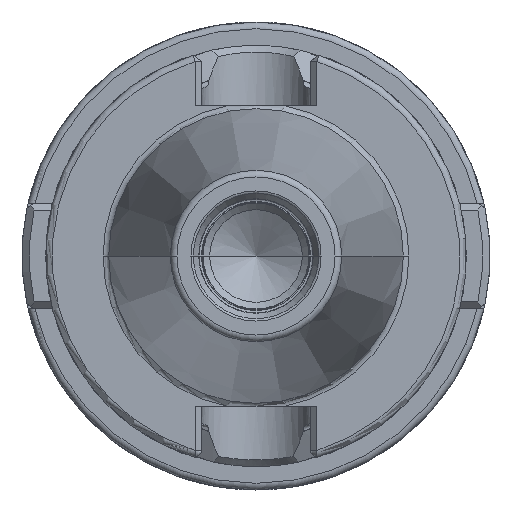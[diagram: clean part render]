
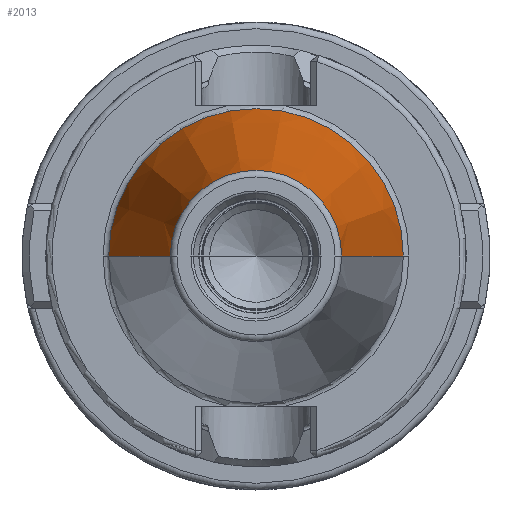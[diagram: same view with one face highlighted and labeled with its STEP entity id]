
A CAD part, left-side view. The second image highlights one B-rep face of the part: STEP entity #2013.
In plain terms, the highlighted conical face has half-angle 8.298 degrees and reference radius 17.426 mm.
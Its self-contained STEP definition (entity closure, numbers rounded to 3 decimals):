
#37=CARTESIAN_POINT('',(-64.544,0.,0.));
#38=DIRECTION('',(1.,0.,0.));
#39=DIRECTION('',(0.,1.,0.));
#40=AXIS2_PLACEMENT_3D('',#37,#38,#39);
#42=CARTESIAN_POINT('',(-1.267,0.,0.));
#43=DIRECTION('',(1.,0.,0.));
#44=DIRECTION('',(0.,1.,0.));
#45=AXIS2_PLACEMENT_3D('',#42,#43,#44);
#47=DIRECTION('',(-0.99,-0.144,0.));
#48=VECTOR('',#47,63.947);
#49=CARTESIAN_POINT('',(-1.267,22.04,0.));
#50=LINE('',#49,#48);
#51=DIRECTION('',(-0.99,0.144,0.));
#52=VECTOR('',#51,63.947);
#53=CARTESIAN_POINT('',(-1.267,-22.04,0.));
#54=LINE('',#53,#52);
#1628=CARTESIAN_POINT('',(-64.544,12.812,0.));
#1630=VERTEX_POINT('',#1628);
#1632=CARTESIAN_POINT('',(-64.544,-12.812,0.));
#1634=VERTEX_POINT('',#1632);
#1843=CARTESIAN_POINT('',(-1.267,22.04,0.));
#1844=VERTEX_POINT('',#1843);
#1845=CARTESIAN_POINT('',(-1.267,-22.04,0.));
#1846=VERTEX_POINT('',#1845);
#1999=CARTESIAN_POINT('',(-32.906,0.,0.));
#2000=DIRECTION('',(1.,0.,0.));
#2001=DIRECTION('',(0.,-1.,0.));
#2002=AXIS2_PLACEMENT_3D('',#1999,#2000,#2001);
#2003=CONICAL_SURFACE('',#2002,17.426,8.298);
#2005=ORIENTED_EDGE('',*,*,#2004,.F.);
#2007=ORIENTED_EDGE('',*,*,#2006,.T.);
#2009=ORIENTED_EDGE('',*,*,#2008,.T.);
#2010=ORIENTED_EDGE('',*,*,#1992,.F.);
#2011=EDGE_LOOP('',(#2005,#2007,#2009,#2010));
#2012=FACE_OUTER_BOUND('',#2011,.F.);
#2013=ADVANCED_FACE('',(#2012),#2003,.T.);
#41=CIRCLE('',#40,12.812);
#46=CIRCLE('',#45,22.04);
#1992=EDGE_CURVE('',#1630,#1634,#41,.T.);
#2004=EDGE_CURVE('',#1844,#1630,#50,.T.);
#2006=EDGE_CURVE('',#1844,#1846,#46,.T.);
#2008=EDGE_CURVE('',#1846,#1634,#54,.T.);
